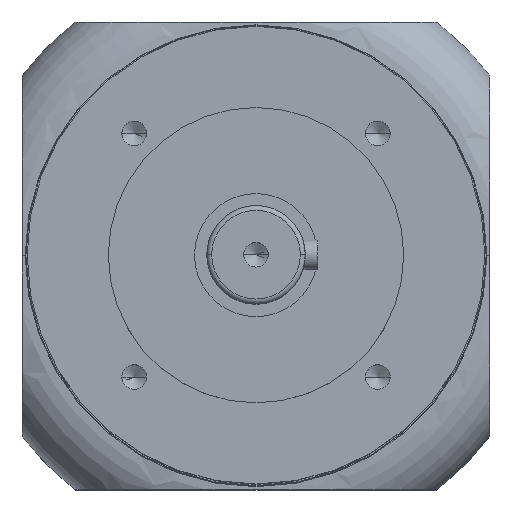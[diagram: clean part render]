
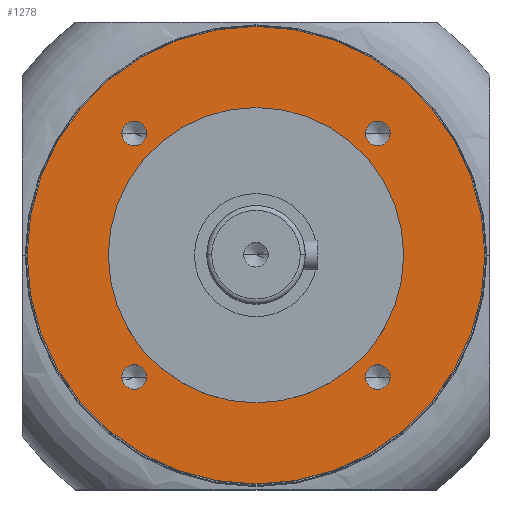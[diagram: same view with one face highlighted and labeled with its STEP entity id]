
A CAD part, top view. The second image highlights one B-rep face of the part: STEP entity #1278.
In plain terms, the highlighted planar face has unit normal (0, 0, 1).
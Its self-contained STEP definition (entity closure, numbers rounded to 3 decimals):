
#35 = CIRCLE ( 'NONE', #1094, 46.5 ) ;
#212 = AXIS2_PLACEMENT_3D ( 'NONE', #1600, #1941, #1609 ) ;
#382 = ORIENTED_EDGE ( 'NONE', *, *, #1878, .F. ) ;
#387 = EDGE_CURVE ( 'NONE', #2388, #3163, #8467, .T. ) ;
#517 = CARTESIAN_POINT ( 'NONE',  ( 0., 0., -55. ) ) ;
#519 = DIRECTION ( 'NONE',  ( 1., 0., 0. ) ) ;
#729 = AXIS2_PLACEMENT_3D ( 'NONE', #3307, #5534, #2054 ) ;
#881 = CIRCLE ( 'NONE', #5471, 30. ) ;
#919 = EDGE_LOOP ( 'NONE', ( #7881, #1818 ) ) ;
#964 = CARTESIAN_POINT ( 'NONE',  ( 22.249, -24.749, -55. ) ) ;
#1094 = AXIS2_PLACEMENT_3D ( 'NONE', #4272, #4261, #4232 ) ;
#1134 = EDGE_CURVE ( 'NONE', #1159, #3897, #7890, .T. ) ;
#1159 = VERTEX_POINT ( 'NONE', #2280 ) ;
#1190 = DIRECTION ( 'NONE',  ( 1., 0., 0. ) ) ;
#1278 = ADVANCED_FACE ( 'NONE', ( #7929, #6609, #7787, #7795, #7824, #7724 ), #2939, .F. ) ;
#1572 = VERTEX_POINT ( 'NONE', #3799 ) ;
#1600 = CARTESIAN_POINT ( 'NONE',  ( 0., 0., -55. ) ) ;
#1609 = DIRECTION ( 'NONE',  ( 1., 0., 0. ) ) ;
#1613 = DIRECTION ( 'NONE',  ( 0., 0., 1. ) ) ;
#1818 = ORIENTED_EDGE ( 'NONE', *, *, #5256, .F. ) ;
#1833 = CIRCLE ( 'NONE', #6521, 2.5 ) ;
#1878 = EDGE_CURVE ( 'NONE', #6855, #4291, #5404, .T. ) ;
#1941 = DIRECTION ( 'NONE',  ( 0., 0., 1. ) ) ;
#1949 = ORIENTED_EDGE ( 'NONE', *, *, #1134, .F. ) ;
#2005 = ORIENTED_EDGE ( 'NONE', *, *, #2422, .T. ) ;
#2042 = VERTEX_POINT ( 'NONE', #7963 ) ;
#2054 = DIRECTION ( 'NONE',  ( 1., 0., 0. ) ) ;
#2140 = DIRECTION ( 'NONE',  ( 0., 0., 1. ) ) ;
#2242 = DIRECTION ( 'NONE',  ( 1., 0., 0. ) ) ;
#2280 = CARTESIAN_POINT ( 'NONE',  ( -27.249, 24.749, -55. ) ) ;
#2317 = DIRECTION ( 'NONE',  ( 0., 0., -1. ) ) ;
#2362 = CARTESIAN_POINT ( 'NONE',  ( 27.249, -24.749, -55. ) ) ;
#2375 = ORIENTED_EDGE ( 'NONE', *, *, #8628, .F. ) ;
#2388 = VERTEX_POINT ( 'NONE', #4659 ) ;
#2422 = EDGE_CURVE ( 'NONE', #4121, #3650, #35, .T. ) ;
#2480 = AXIS2_PLACEMENT_3D ( 'NONE', #3656, #8411, #4332 ) ;
#2641 = DIRECTION ( 'NONE',  ( 0., 0., 1. ) ) ;
#2649 = EDGE_LOOP ( 'NONE', ( #6100, #6847 ) ) ;
#2731 = CARTESIAN_POINT ( 'NONE',  ( 22.249, 24.749, -55. ) ) ;
#2939 = PLANE ( 'NONE',  #7078 ) ;
#2964 = EDGE_CURVE ( 'NONE', #3897, #1159, #3909, .T. ) ;
#3163 = VERTEX_POINT ( 'NONE', #5675 ) ;
#3307 = CARTESIAN_POINT ( 'NONE',  ( -24.749, 24.749, -55. ) ) ;
#3499 = VERTEX_POINT ( 'NONE', #2731 ) ;
#3548 = EDGE_CURVE ( 'NONE', #4291, #6855, #7297, .T. ) ;
#3588 = ORIENTED_EDGE ( 'NONE', *, *, #2964, .F. ) ;
#3650 = VERTEX_POINT ( 'NONE', #6793 ) ;
#3656 = CARTESIAN_POINT ( 'NONE',  ( 24.749, 24.749, -55. ) ) ;
#3759 = DIRECTION ( 'NONE',  ( 0., 0., 1. ) ) ;
#3799 = CARTESIAN_POINT ( 'NONE',  ( -22.249, -24.749, -55. ) ) ;
#3897 = VERTEX_POINT ( 'NONE', #5770 ) ;
#3909 = CIRCLE ( 'NONE', #6769, 2.5 ) ;
#3987 = EDGE_CURVE ( 'NONE', #3499, #6873, #4677, .T. ) ;
#4121 = VERTEX_POINT ( 'NONE', #4821 ) ;
#4200 = DIRECTION ( 'NONE',  ( 1., 0., 0. ) ) ;
#4232 = DIRECTION ( 'NONE',  ( 1., 0., 0. ) ) ;
#4240 = CARTESIAN_POINT ( 'NONE',  ( -24.749, 24.749, -55. ) ) ;
#4261 = DIRECTION ( 'NONE',  ( 0., 0., 1. ) ) ;
#4272 = CARTESIAN_POINT ( 'NONE',  ( 0., 0., -55. ) ) ;
#4279 = CIRCLE ( 'NONE', #6805, 46.5 ) ;
#4291 = VERTEX_POINT ( 'NONE', #2362 ) ;
#4322 = AXIS2_PLACEMENT_3D ( 'NONE', #8672, #4578, #519 ) ;
#4332 = DIRECTION ( 'NONE',  ( 1., 0., 0. ) ) ;
#4423 = CARTESIAN_POINT ( 'NONE',  ( 0., 46.5, -55. ) ) ;
#4578 = DIRECTION ( 'NONE',  ( 0., 0., 1. ) ) ;
#4621 = CIRCLE ( 'NONE', #7751, 2.5 ) ;
#4659 = CARTESIAN_POINT ( 'NONE',  ( 30., 0., -55. ) ) ;
#4677 = CIRCLE ( 'NONE', #4322, 2.5 ) ;
#4790 = EDGE_CURVE ( 'NONE', #3650, #4121, #4279, .T. ) ;
#4821 = CARTESIAN_POINT ( 'NONE',  ( 46.5, 0., -55. ) ) ;
#5038 = CARTESIAN_POINT ( 'NONE',  ( 27.249, 24.749, -55. ) ) ;
#5256 = EDGE_CURVE ( 'NONE', #2042, #1572, #1833, .T. ) ;
#5268 = DIRECTION ( 'NONE',  ( 0., 0., 1. ) ) ;
#5342 = ORIENTED_EDGE ( 'NONE', *, *, #3548, .F. ) ;
#5404 = CIRCLE ( 'NONE', #5704, 2.5 ) ;
#5471 = AXIS2_PLACEMENT_3D ( 'NONE', #7833, #3759, #8516 ) ;
#5532 = EDGE_CURVE ( 'NONE', #3163, #2388, #881, .T. ) ;
#5534 = DIRECTION ( 'NONE',  ( 0., 0., 1. ) ) ;
#5675 = CARTESIAN_POINT ( 'NONE',  ( -30., 0., -55. ) ) ;
#5682 = CARTESIAN_POINT ( 'NONE',  ( -24.749, -24.749, -55. ) ) ;
#5704 = AXIS2_PLACEMENT_3D ( 'NONE', #7493, #7484, #7459 ) ;
#5770 = CARTESIAN_POINT ( 'NONE',  ( -22.249, 24.749, -55. ) ) ;
#5984 = AXIS2_PLACEMENT_3D ( 'NONE', #6571, #2641, #4200 ) ;
#6100 = ORIENTED_EDGE ( 'NONE', *, *, #387, .F. ) ;
#6125 = ORIENTED_EDGE ( 'NONE', *, *, #4790, .T. ) ;
#6191 = CARTESIAN_POINT ( 'NONE',  ( -24.749, -24.749, -55. ) ) ;
#6338 = DIRECTION ( 'NONE',  ( 1., 0., 0. ) ) ;
#6463 = DIRECTION ( 'NONE',  ( -1., 0., 0. ) ) ;
#6521 = AXIS2_PLACEMENT_3D ( 'NONE', #6191, #2140, #6872 ) ;
#6571 = CARTESIAN_POINT ( 'NONE',  ( 24.749, -24.749, -55. ) ) ;
#6609 = FACE_BOUND ( 'NONE', #8175, .T. ) ;
#6769 = AXIS2_PLACEMENT_3D ( 'NONE', #4240, #6943, #2242 ) ;
#6793 = CARTESIAN_POINT ( 'NONE',  ( -46.5, 0., -55. ) ) ;
#6805 = AXIS2_PLACEMENT_3D ( 'NONE', #517, #5268, #1190 ) ;
#6847 = ORIENTED_EDGE ( 'NONE', *, *, #5532, .F. ) ;
#6855 = VERTEX_POINT ( 'NONE', #964 ) ;
#6872 = DIRECTION ( 'NONE',  ( 1., 0., 0. ) ) ;
#6873 = VERTEX_POINT ( 'NONE', #5038 ) ;
#6943 = DIRECTION ( 'NONE',  ( 0., 0., 1. ) ) ;
#7078 = AXIS2_PLACEMENT_3D ( 'NONE', #4423, #2317, #6463 ) ;
#7297 = CIRCLE ( 'NONE', #5984, 2.5 ) ;
#7332 = EDGE_CURVE ( 'NONE', #1572, #2042, #4621, .T. ) ;
#7459 = DIRECTION ( 'NONE',  ( 1., 0., 0. ) ) ;
#7484 = DIRECTION ( 'NONE',  ( 0., 0., 1. ) ) ;
#7493 = CARTESIAN_POINT ( 'NONE',  ( 24.749, -24.749, -55. ) ) ;
#7606 = EDGE_LOOP ( 'NONE', ( #2005, #6125 ) ) ;
#7724 = FACE_OUTER_BOUND ( 'NONE', #7606, .T. ) ;
#7751 = AXIS2_PLACEMENT_3D ( 'NONE', #5682, #1613, #6338 ) ;
#7787 = FACE_BOUND ( 'NONE', #8098, .T. ) ;
#7795 = FACE_BOUND ( 'NONE', #919, .T. ) ;
#7824 = FACE_BOUND ( 'NONE', #2649, .T. ) ;
#7833 = CARTESIAN_POINT ( 'NONE',  ( 0., 0., -55. ) ) ;
#7849 = EDGE_LOOP ( 'NONE', ( #3588, #1949 ) ) ;
#7881 = ORIENTED_EDGE ( 'NONE', *, *, #7332, .F. ) ;
#7890 = CIRCLE ( 'NONE', #729, 2.5 ) ;
#7929 = FACE_BOUND ( 'NONE', #7849, .T. ) ;
#7963 = CARTESIAN_POINT ( 'NONE',  ( -27.249, -24.749, -55. ) ) ;
#7999 = CIRCLE ( 'NONE', #2480, 2.5 ) ;
#8098 = EDGE_LOOP ( 'NONE', ( #5342, #382 ) ) ;
#8175 = EDGE_LOOP ( 'NONE', ( #2375, #8304 ) ) ;
#8304 = ORIENTED_EDGE ( 'NONE', *, *, #3987, .F. ) ;
#8411 = DIRECTION ( 'NONE',  ( 0., 0., 1. ) ) ;
#8467 = CIRCLE ( 'NONE', #212, 30. ) ;
#8516 = DIRECTION ( 'NONE',  ( 1., 0., 0. ) ) ;
#8628 = EDGE_CURVE ( 'NONE', #6873, #3499, #7999, .T. ) ;
#8672 = CARTESIAN_POINT ( 'NONE',  ( 24.749, 24.749, -55. ) ) ;
